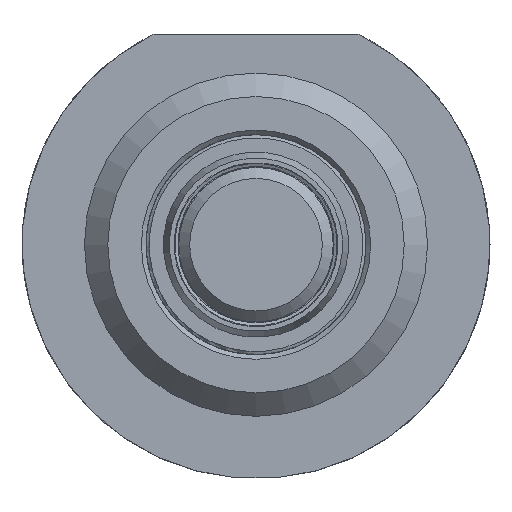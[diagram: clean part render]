
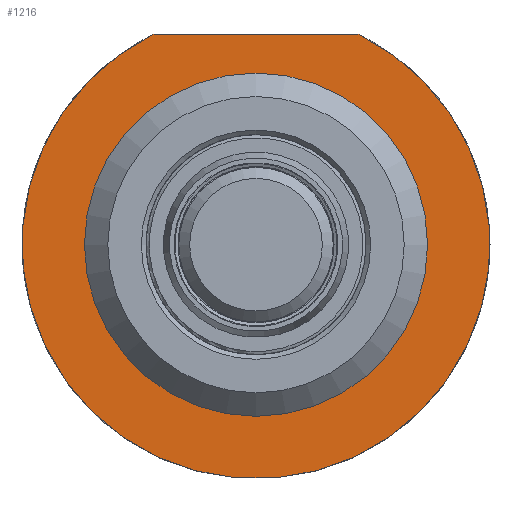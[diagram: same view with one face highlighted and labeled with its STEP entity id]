
A CAD part, front view. The second image highlights one B-rep face of the part: STEP entity #1216.
In plain terms, the highlighted planar face has unit normal (0, -1, 0).
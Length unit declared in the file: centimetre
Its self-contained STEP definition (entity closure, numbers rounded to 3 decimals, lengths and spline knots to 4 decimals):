
#34=LINE($,#2021,#80);
#80=VECTOR($,#1596,1.3077);
#172=PLANE($,#1363);
#226=FACE_BOUND($,#432,.T.);
#300=FACE_OUTER_BOUND($,#431,.T.);
#431=EDGE_LOOP($,(#966,#967));
#432=EDGE_LOOP($,(#968));
#550=CIRCLE($,#1360,1.1);
#551=CIRCLE($,#1362,1.5);
#634=VERTEX_POINT($,#2019);
#635=VERTEX_POINT($,#2020);
#647=VERTEX_POINT($,#2059);
#754=EDGE_CURVE($,#634,#635,#34,.T.);
#769=EDGE_CURVE($,#647,#647,#550,.T.);
#770=EDGE_CURVE($,#635,#634,#551,.T.);
#966=ORIENTED_EDGE($,*,*,#754,.F.);
#967=ORIENTED_EDGE($,*,*,#770,.F.);
#968=ORIENTED_EDGE($,*,*,#769,.T.);
#1216=ADVANCED_FACE($,(#300,#226),#172,.T.);
#1360=AXIS2_PLACEMENT_3D($,#2060,#1645,#1646);
#1362=AXIS2_PLACEMENT_3D($,#2062,#1649,#1650);
#1363=AXIS2_PLACEMENT_3D($,#2063,#1651,#1652);
#1596=DIRECTION($,(1.,0.,0.));
#1645=DIRECTION('center_axis',(0.,1.,0.));
#1646=DIRECTION('ref_axis',(0.,0.,1.));
#1649=DIRECTION('center_axis',(0.,1.,0.));
#1650=DIRECTION('ref_axis',(-0.436,0.,0.9));
#1651=DIRECTION('center_axis',(0.,-1.,0.));
#1652=DIRECTION('ref_axis',(0.,0.,-1.));
#2019=CARTESIAN_POINT('',(-0.6538,-9.25,1.35));
#2020=CARTESIAN_POINT('',(0.6538,-9.25,1.35));
#2021=CARTESIAN_POINT($,(-0.6538,-9.25,1.35));
#2059=CARTESIAN_POINT('',(0.,-9.25,1.1));
#2060=CARTESIAN_POINT('Origin',(0.,-9.25,0.));
#2062=CARTESIAN_POINT('Origin',(0.,-9.25,0.));
#2063=CARTESIAN_POINT('Origin',(0.,-9.25,0.1083));
